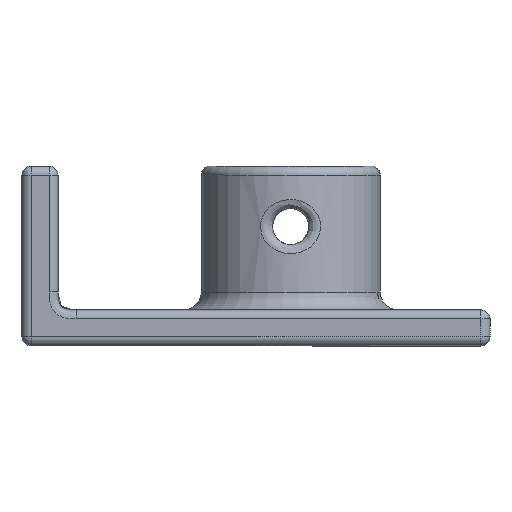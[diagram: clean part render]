
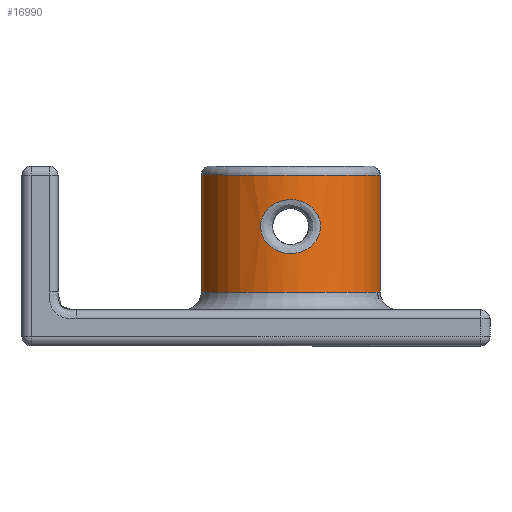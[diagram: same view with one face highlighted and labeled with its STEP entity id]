
A CAD part, left-side view. The second image highlights one B-rep face of the part: STEP entity #16990.
In plain terms, the highlighted cylindrical face has radius 10 mm (diameter 20 mm), a partial arc.
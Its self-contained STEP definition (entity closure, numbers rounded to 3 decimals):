
#142=FACE_BOUND('',#3153,.T.);
#208=B_SPLINE_CURVE_WITH_KNOTS('',3,(#27880,#27881,#27882,#27883,#27884,
#27885,#27886,#27887,#27888,#27889,#27890,#27891,#27892,#27893,#27894,#27895,
#27896),.UNSPECIFIED.,.T.,.F.,(4,1,1,1,1,1,1,1,1,1,1,1,1,1,4),(-2.116,
-2.029,-1.943,-1.857,-1.77,-1.684,
-1.597,-1.54,-1.425,-1.367,
-1.252,-1.166,-1.079,-0.993,
-0.907),.UNSPECIFIED.);
#352=CYLINDRICAL_SURFACE('',#18389,10.);
#811=CIRCLE('',#18390,10.);
#812=CIRCLE('',#18391,10.);
#2045=FACE_OUTER_BOUND('',#3152,.T.);
#3152=EDGE_LOOP('',(#13274,#13275,#13276,#13277));
#3153=EDGE_LOOP('',(#13278));
#4565=LINE('',#27900,#6204);
#4566=LINE('',#27904,#6205);
#6204=VECTOR('',#21765,10.);
#6205=VECTOR('',#21768,10.);
#7726=VERTEX_POINT('',#27873);
#7727=VERTEX_POINT('',#27898);
#7728=VERTEX_POINT('',#27899);
#7729=VERTEX_POINT('',#27901);
#7730=VERTEX_POINT('',#27903);
#9636=EDGE_CURVE('',#7726,#7726,#208,.T.);
#9637=EDGE_CURVE('',#7727,#7728,#4565,.T.);
#9638=EDGE_CURVE('',#7729,#7727,#811,.T.);
#9639=EDGE_CURVE('',#7730,#7729,#4566,.T.);
#9640=EDGE_CURVE('',#7728,#7730,#812,.T.);
#13274=ORIENTED_EDGE('',*,*,#9637,.F.);
#13275=ORIENTED_EDGE('',*,*,#9638,.F.);
#13276=ORIENTED_EDGE('',*,*,#9639,.F.);
#13277=ORIENTED_EDGE('',*,*,#9640,.F.);
#13278=ORIENTED_EDGE('',*,*,#9636,.F.);
#16990=ADVANCED_FACE('',(#2045,#142),#352,.T.);
#18389=AXIS2_PLACEMENT_3D('',#27897,#21763,#21764);
#18390=AXIS2_PLACEMENT_3D('',#27902,#21766,#21767);
#18391=AXIS2_PLACEMENT_3D('',#27905,#21769,#21770);
#21763=DIRECTION('center_axis',(0.,0.,
1.));
#21764=DIRECTION('ref_axis',(0.,1.,0.));
#21765=DIRECTION('',(0.,0.,1.));
#21766=DIRECTION('center_axis',(0.,0.,
-1.));
#21767=DIRECTION('ref_axis',(-1.,0.,0.));
#21768=DIRECTION('',(0.,0.,-1.));
#21769=DIRECTION('center_axis',(0.,0.,
1.));
#21770=DIRECTION('ref_axis',(-1.,0.,0.));
#27873=CARTESIAN_POINT('',(-19.955,-37.027,10.265));
#27880=CARTESIAN_POINT('Ctrl Pts',(-19.955,-37.027,
10.265));
#27881=CARTESIAN_POINT('Ctrl Pts',(-19.955,-37.53,
10.265));
#27882=CARTESIAN_POINT('Ctrl Pts',(-19.874,-38.532,
10.475));
#27883=CARTESIAN_POINT('Ctrl Pts',(-19.603,-39.718,
11.329));
#27884=CARTESIAN_POINT('Ctrl Pts',(-19.374,-40.388,
12.567));
#27885=CARTESIAN_POINT('Ctrl Pts',(-19.374,-40.388,
13.964));
#27886=CARTESIAN_POINT('Ctrl Pts',(-19.604,-39.718,
15.201));
#27887=CARTESIAN_POINT('Ctrl Pts',(-19.843,-38.664,
15.959));
#27888=CARTESIAN_POINT('Ctrl Pts',(-19.994,-37.213,
16.368));
#27889=CARTESIAN_POINT('Ctrl Pts',(-19.918,-35.826,16.178));
#27890=CARTESIAN_POINT('Ctrl Pts',(-19.641,-34.449,15.327));
#27891=CARTESIAN_POINT('Ctrl Pts',(-19.375,-33.665,
14.121));
#27892=CARTESIAN_POINT('Ctrl Pts',(-19.375,-33.667,12.566));
#27893=CARTESIAN_POINT('Ctrl Pts',(-19.604,-34.337,
11.33));
#27894=CARTESIAN_POINT('Ctrl Pts',(-19.875,-35.522,
10.475));
#27895=CARTESIAN_POINT('Ctrl Pts',(-19.955,-36.525,
10.265));
#27896=CARTESIAN_POINT('Ctrl Pts',(-19.955,-37.027,
10.265));
#27897=CARTESIAN_POINT('Origin',(-9.955,-37.027,3.996));
#27898=CARTESIAN_POINT('',(-11.067,-27.089,5.996));
#27899=CARTESIAN_POINT('',(-11.067,-27.089,18.996));
#27900=CARTESIAN_POINT('',(-11.067,-27.089,3.996));
#27901=CARTESIAN_POINT('',(-11.067,-46.965,5.996));
#27902=CARTESIAN_POINT('Origin',(-9.955,-37.027,5.996));
#27903=CARTESIAN_POINT('',(-11.067,-46.965,18.996));
#27904=CARTESIAN_POINT('',(-11.067,-46.965,3.996));
#27905=CARTESIAN_POINT('Origin',(-9.955,-37.027,18.996));
